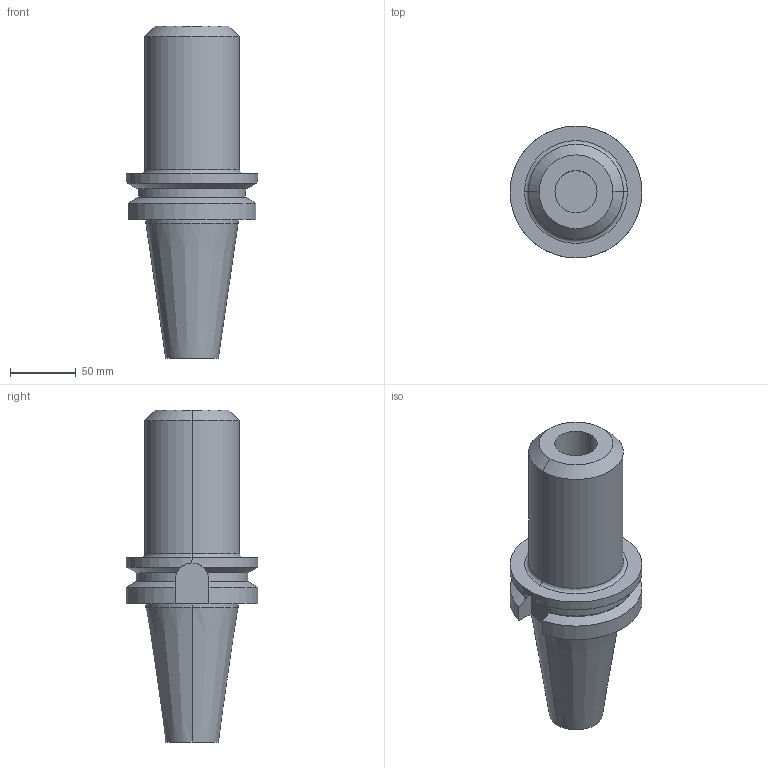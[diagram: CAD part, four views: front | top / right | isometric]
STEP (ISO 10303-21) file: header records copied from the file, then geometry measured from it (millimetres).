
FILE_DESCRIPTION (( 'STEP AP203' ), '1' );
FILE_NAME ('STP-17158-150.STEP', '2020-03-19T02:58:47', ( '' ), ( '' ), 'SwSTEP 2.0', 'SolidWorks 2017', '' );
FILE_SCHEMA (( 'CONFIG_CONTROL_DESIGN' ));
Length unit declared in the file: millimetre
Products named in the file (1): STP-17158-150
Bounding box: 100 x 100 x 251.8 mm (x, y, z)
Volume: 865728.4 mm3; surface area: 80037.4 mm2
Topology: 1 solids, 1 shells, 53 faces, 126 edges, 78 vertices
Faces by surface type: cylinder 21, plane 16, cone 14, torus 2
Entity records: 1672 total; most frequent: CARTESIAN_POINT 364, DIRECTION 269, ORIENTED_EDGE 248, EDGE_CURVE 124, AXIS2_PLACEMENT_3D 107, VERTEX_POINT 78, EDGE_LOOP 58, VECTOR 55
